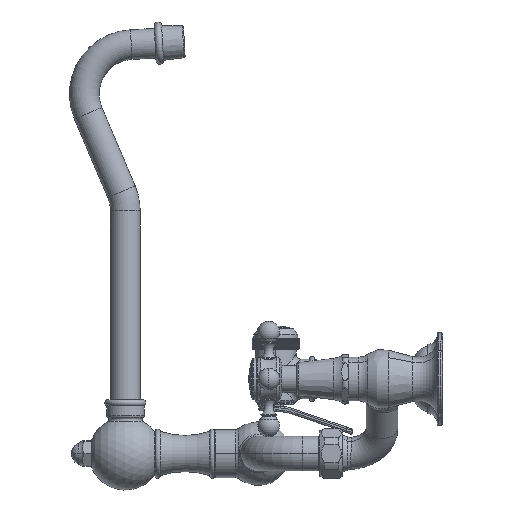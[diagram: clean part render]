
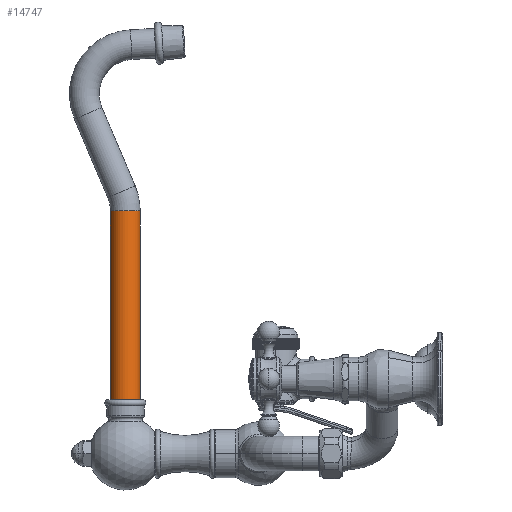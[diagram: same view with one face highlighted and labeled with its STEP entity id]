
A CAD part, left-side view. The second image highlights one B-rep face of the part: STEP entity #14747.
In plain terms, the highlighted cylindrical face has radius 9.525 mm (diameter 19.05 mm), a partial arc.
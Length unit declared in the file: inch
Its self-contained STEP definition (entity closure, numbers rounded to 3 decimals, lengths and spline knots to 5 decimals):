
#13320=CARTESIAN_POINT('',(0.,2.25377,1.358));
#13321=DIRECTION('',(0.,0.,1.));
#13322=DIRECTION('',(0.,1.,0.));
#13323=AXIS2_PLACEMENT_3D('',#13320,#13321,#13322);
#13328=DIRECTION('',(0.,0.,1.));
#13329=VECTOR('',#13328,4.765);
#13330=CARTESIAN_POINT('',(0.,1.87877,1.358));
#13331=LINE('',#13330,#13329);
#13335=DIRECTION('',(0.,0.,1.));
#13336=VECTOR('',#13335,4.765);
#13337=CARTESIAN_POINT('',(0.,2.62877,1.358));
#13338=LINE('',#13337,#13336);
#13342=CARTESIAN_POINT('',(0.,2.25377,6.123));
#13343=DIRECTION('',(0.,0.,1.));
#13344=DIRECTION('',(0.,1.,0.));
#13345=AXIS2_PLACEMENT_3D('',#13342,#13343,#13344);
#13620=CARTESIAN_POINT('',(0.,1.87877,6.123));
#13621=CARTESIAN_POINT('',(0.,2.62877,6.123));
#13622=VERTEX_POINT('',#13620);
#13623=VERTEX_POINT('',#13621);
#13636=CARTESIAN_POINT('',(0.,1.87877,1.358));
#13637=CARTESIAN_POINT('',(0.,2.62877,1.358));
#13638=VERTEX_POINT('',#13636);
#13639=VERTEX_POINT('',#13637);
#14735=CARTESIAN_POINT('',(0.,2.25377,0.948));
#14736=DIRECTION('',(0.,0.,1.));
#14737=DIRECTION('',(0.,-1.,0.));
#14738=AXIS2_PLACEMENT_3D('',#14735,#14736,#14737);
#14739=CYLINDRICAL_SURFACE('',#14738,0.375);
#14740=ORIENTED_EDGE('',*,*,#14696,.F.);
#14741=ORIENTED_EDGE('',*,*,#14723,.T.);
#14743=ORIENTED_EDGE('',*,*,#14742,.T.);
#14744=ORIENTED_EDGE('',*,*,#14719,.F.);
#14745=EDGE_LOOP('',(#14740,#14741,#14743,#14744));
#14746=FACE_OUTER_BOUND('',#14745,.F.);
#13324=CIRCLE('',#13323,0.375);
#13346=CIRCLE('',#13345,0.375);
#14696=EDGE_CURVE('',#13639,#13638,#13324,.T.);
#14719=EDGE_CURVE('',#13638,#13622,#13331,.T.);
#14723=EDGE_CURVE('',#13639,#13623,#13338,.T.);
#14742=EDGE_CURVE('',#13623,#13622,#13346,.T.);
#14747=ADVANCED_FACE('',(#14746),#14739,.T.);
